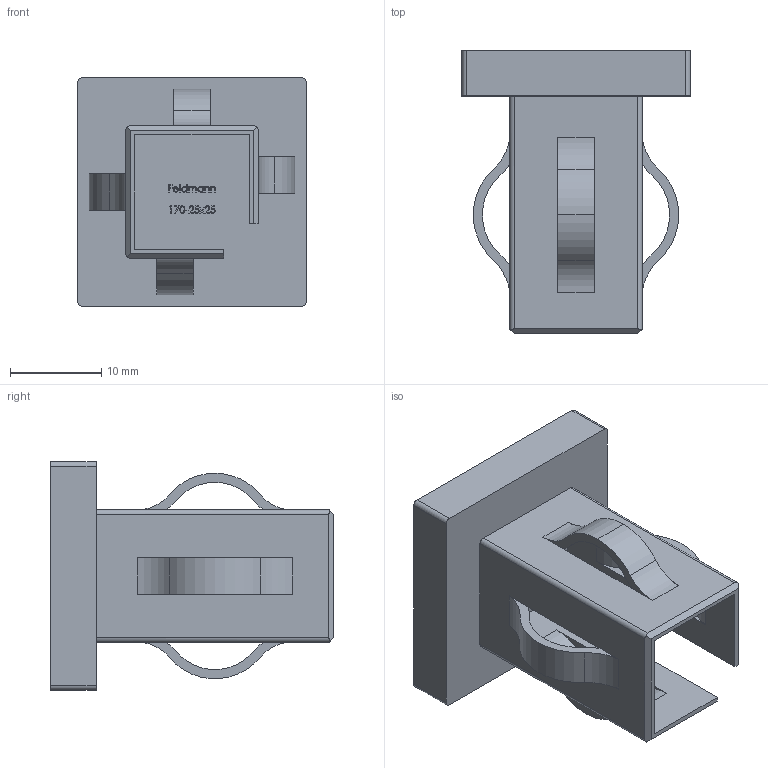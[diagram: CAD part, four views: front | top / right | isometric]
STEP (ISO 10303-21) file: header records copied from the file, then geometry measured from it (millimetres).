
FILE_DESCRIPTION (( 'STEP AP203' ), '1' );
FILE_NAME ('170-25x25.step', '2019-09-16T11:01:32', ( '' ), ( '' ), 'SwSTEP 2.0', 'SolidWorks 2015', '' );
FILE_SCHEMA (( 'CONFIG_CONTROL_DESIGN' ));
Length unit declared in the file: millimetre
Products named in the file (1): 170-25x25
Bounding box: 25 x 31 x 25 mm (x, y, z)
Volume: 4385.2 mm3; surface area: 4542.9 mm2
Topology: 1 solids, 1 shells, 284 faces, 788 edges, 520 vertices
Faces by surface type: plane 164, bspline 85, cylinder 35
Entity records: 13754 total; most frequent: CARTESIAN_POINT 6904, ORIENTED_EDGE 1576, DIRECTION 1095, EDGE_CURVE 788, LINE 529, VECTOR 529, VERTEX_POINT 520, EDGE_LOOP 314
